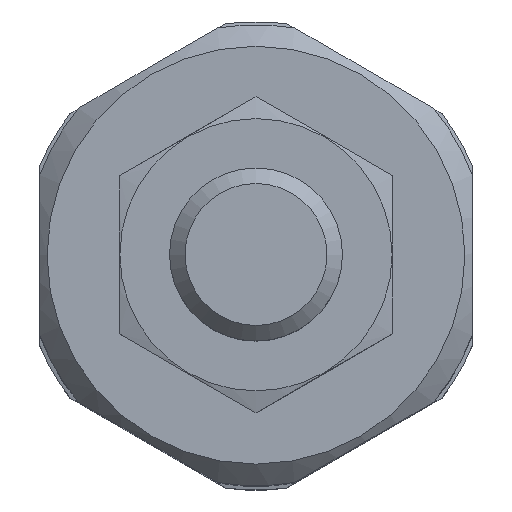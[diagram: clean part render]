
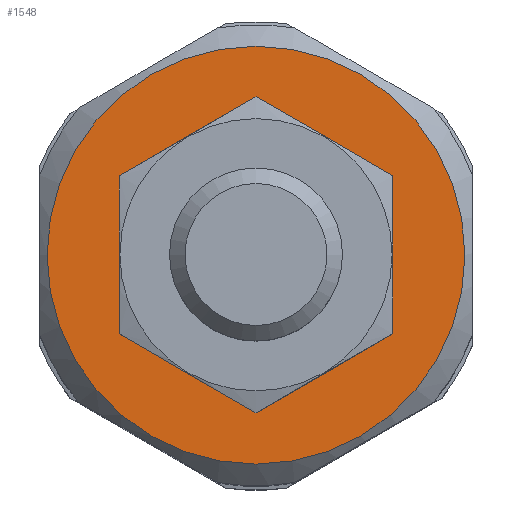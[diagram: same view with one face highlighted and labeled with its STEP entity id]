
A CAD part, top view. The second image highlights one B-rep face of the part: STEP entity #1548.
In plain terms, the highlighted planar face has unit normal (0, 0, 1).
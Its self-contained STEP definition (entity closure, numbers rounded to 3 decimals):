
#63=PLANE('',#1740);
#265=CIRCLE('',#1741,9.);
#266=CIRCLE('',#1742,14.5);
#384=ORIENTED_EDGE('',*,*,#811,.T.);
#385=ORIENTED_EDGE('',*,*,#812,.F.);
#811=EDGE_CURVE('',#1018,#1018,#265,.T.);
#812=EDGE_CURVE('',#1019,#1019,#266,.T.);
#1018=VERTEX_POINT('',#2502);
#1019=VERTEX_POINT('',#2504);
#1218=EDGE_LOOP('',(#384));
#1219=EDGE_LOOP('',(#385));
#1366=FACE_BOUND('',#1218,.T.);
#1367=FACE_BOUND('',#1219,.T.);
#1548=ADVANCED_FACE('',(#1366,#1367),#63,.T.);
#1740=AXIS2_PLACEMENT_3D('',#2500,#1984,#1985);
#1741=AXIS2_PLACEMENT_3D('',#2501,#1986,#1987);
#1742=AXIS2_PLACEMENT_3D('',#2503,#1988,#1989);
#1984=DIRECTION('',(0.,0.,1.));
#1985=DIRECTION('',(1.,0.,0.));
#1986=DIRECTION('',(0.,0.,-1.));
#1987=DIRECTION('',(-1.,0.,0.));
#1988=DIRECTION('',(0.,0.,-1.));
#1989=DIRECTION('',(-1.,0.,0.));
#2500=CARTESIAN_POINT('',(0.,14.5,0.));
#2501=CARTESIAN_POINT('',(0.,0.,0.));
#2502=CARTESIAN_POINT('',(-9.,0.,0.));
#2503=CARTESIAN_POINT('',(0.,0.,0.));
#2504=CARTESIAN_POINT('',(-14.5,0.,0.));
